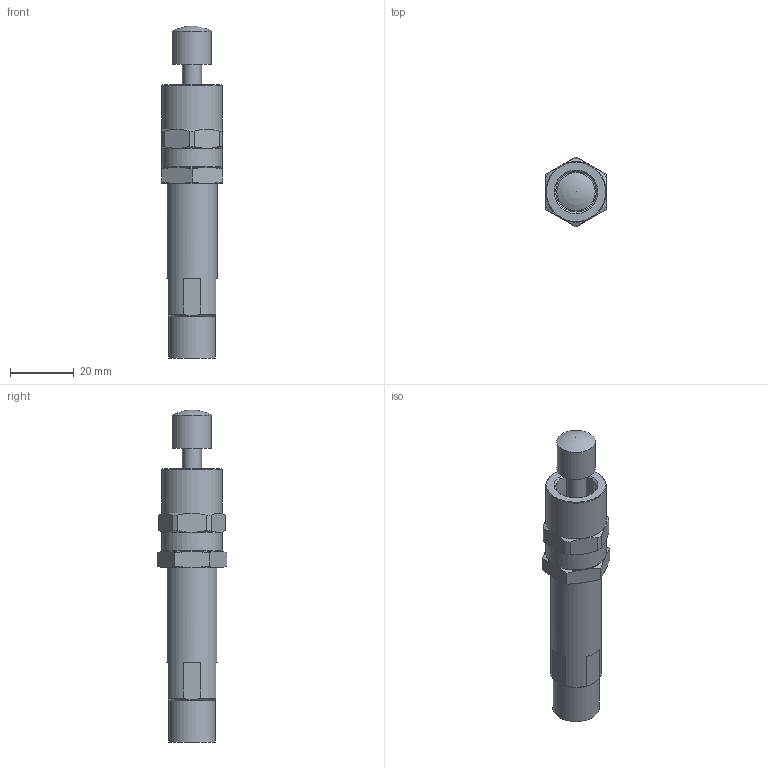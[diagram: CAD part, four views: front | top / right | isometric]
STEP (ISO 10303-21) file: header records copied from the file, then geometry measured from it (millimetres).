
FILE_DESCRIPTION(/* description */ ('STEP AP214'),/* implementation_level */ '2;1');
FILE_NAME(/* name */ '540352_YSRW-DGC-40-GF',/* time_stamp */ '2024-09-18T14:19:42+02:00',/* author */ ('License CC BY-ND 4.0'),/* organization */ ('CADENAS'),/* preprocessor_version */ 'ST-DEVELOPER v19.3',/* originating_system */ 'PARTsolutions',/* authorisation */ ' ');
FILE_SCHEMA (('AUTOMOTIVE_DESIGN {1 0 10303 214 3 1 1}'));
Length unit declared in the file: millimetre
Products named in the file (3): 540352 YSRW-DGC-40-GF---(19.2); 191196 YSRW-12-20---(19.201); 532449 DGC-40---(AGF)
Assembly tree (2 placements, depth 2):
  540352 YSRW-DGC-40-GF---(19.2)
    191196 YSRW-12-20---(19.201)
    532449 DGC-40---(AGF)
Bounding box: 19 x 21.94 x 104.2 mm (x, y, z)
Volume: 20046.8 mm3; surface area: 8592.5 mm2
Topology: 2 solids, 2 shells, 80 faces, 179 edges, 106 vertices
Faces by surface type: cone 34, plane 27, cylinder 16, torus 2, sphere 1
Full cylindrical faces by diameter (mm): 6 x1, 12 x1, 12.7 x1, 14.5 x1, 14.917 x2, 16 x1, 16.2 x1, 19 x2
Entity records: 2177 total; most frequent: CARTESIAN_POINT 497, DIRECTION 336, ORIENTED_EDGE 304, AXIS2_PLACEMENT_3D 153, EDGE_CURVE 152, EDGE_LOOP 108, FACE_BOUND 108, VERTEX_POINT 102
